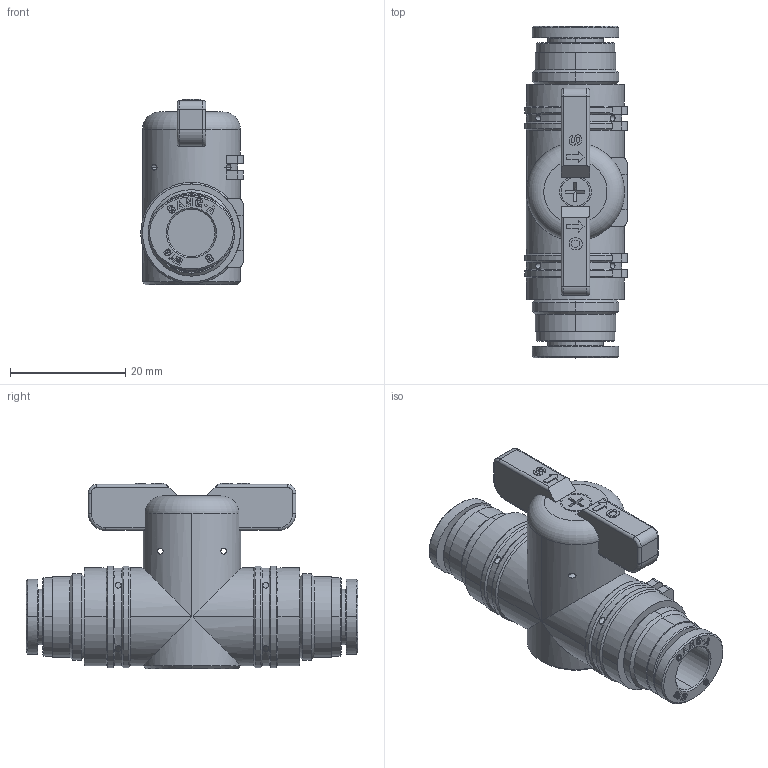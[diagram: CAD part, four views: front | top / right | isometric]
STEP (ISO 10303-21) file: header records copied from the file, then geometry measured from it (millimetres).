
FILE_DESCRIPTION((''),'2;1');
FILE_NAME('GBUC200808-mdt.stp','2017-07-10T19:03:48',(''),(''),'Mechanical Desktop 2009','Mechanical Desktop 2009',', , ');
FILE_SCHEMA(('CONFIG_CONTROL_DESIGN'));
Length unit declared in the file: millimetre
Products named in the file (10): GBUC200808-MDT; PART1; GE3SCREW_1; BC8-20; COLLAR-08C; BOLT-M3; BC6-20; COLLAR-06C; HA; HANDLE-20
Assembly tree (10 placements, depth 3):
  GBUC200808-MDT
    PART1
    GE3SCREW_1
    BC8-20
      COLLAR-08C
    BOLT-M3
    BC6-20
      COLLAR-06C
    HA  x2
    HANDLE-20
Bounding box: 17.8 x 57.6 x 32.2 mm (x, y, z)
Volume: 13965.7 mm3; surface area: 6548.4 mm2
Topology: 2 solids, 2 shells, 1094 faces, 3050 edges, 2015 vertices
Faces by surface type: plane 888, cylinder 114, bspline 42, cone 40, torus 10
Entity records: 36773 total; most frequent: CARTESIAN_POINT 8496, ORIENTED_EDGE 6096, DIRECTION 5418, EDGE_CURVE 3048, VECTOR 2616, LINE 2616, VERTEX_POINT 2015, AXIS2_PLACEMENT_3D 1401
